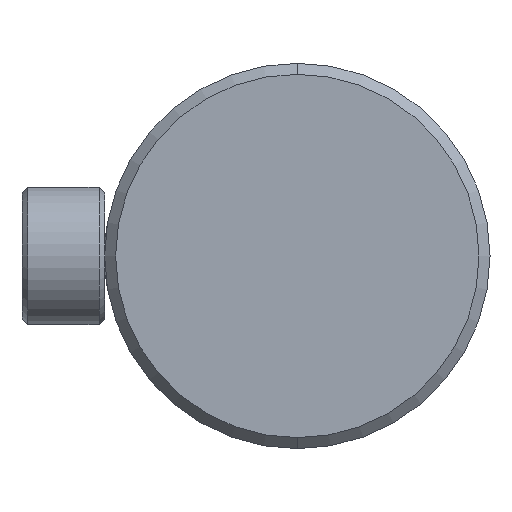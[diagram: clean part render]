
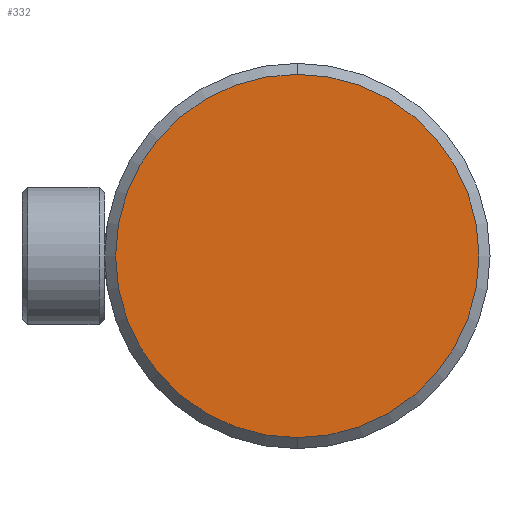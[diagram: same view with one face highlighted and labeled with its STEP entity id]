
A CAD part, left-side view. The second image highlights one B-rep face of the part: STEP entity #332.
In plain terms, the highlighted planar face has unit normal (-1, 0, 0).
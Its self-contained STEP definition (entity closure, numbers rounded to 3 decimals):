
#22 = DIRECTION ( 'NONE',  ( -1., 0., 0. ) ) ;
#68 = EDGE_CURVE ( 'NONE', #2529, #195, #1491, .T. ) ;
#133 = DIRECTION ( 'NONE',  ( 0., 0., 1. ) ) ;
#195 = VERTEX_POINT ( 'NONE', #1704 ) ;
#332 = ADVANCED_FACE ( 'NONE', ( #520 ), #2939, .F. ) ;
#417 = AXIS2_PLACEMENT_3D ( 'NONE', #2521, #1125, #133 ) ;
#520 = FACE_OUTER_BOUND ( 'NONE', #2381, .T. ) ;
#642 = CARTESIAN_POINT ( 'NONE',  ( -13., 0., 0. ) ) ;
#792 = DIRECTION ( 'NONE',  ( 0., 0., -1. ) ) ;
#807 = CARTESIAN_POINT ( 'NONE',  ( -13., 0., -33. ) ) ;
#909 = ORIENTED_EDGE ( 'NONE', *, *, #1169, .T. ) ;
#1125 = DIRECTION ( 'NONE',  ( -1., 0., 0. ) ) ;
#1169 = EDGE_CURVE ( 'NONE', #195, #2529, #2892, .T. ) ;
#1425 = DIRECTION ( 'NONE',  ( 0., 0., 1. ) ) ;
#1491 = CIRCLE ( 'NONE', #2964, 33. ) ;
#1704 = CARTESIAN_POINT ( 'NONE',  ( -13., 0., 33. ) ) ;
#1995 = AXIS2_PLACEMENT_3D ( 'NONE', #2660, #2628, #792 ) ;
#2381 = EDGE_LOOP ( 'NONE', ( #2787, #909 ) ) ;
#2521 = CARTESIAN_POINT ( 'NONE',  ( -13., 0., 0. ) ) ;
#2529 = VERTEX_POINT ( 'NONE', #807 ) ;
#2628 = DIRECTION ( 'NONE',  ( 1., 0., 0. ) ) ;
#2660 = CARTESIAN_POINT ( 'NONE',  ( -13., 0., 0. ) ) ;
#2787 = ORIENTED_EDGE ( 'NONE', *, *, #68, .T. ) ;
#2892 = CIRCLE ( 'NONE', #417, 33. ) ;
#2939 = PLANE ( 'NONE',  #1995 ) ;
#2964 = AXIS2_PLACEMENT_3D ( 'NONE', #642, #22, #1425 ) ;
